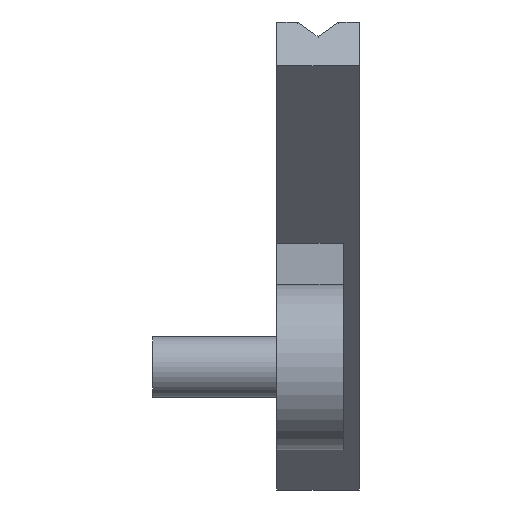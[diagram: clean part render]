
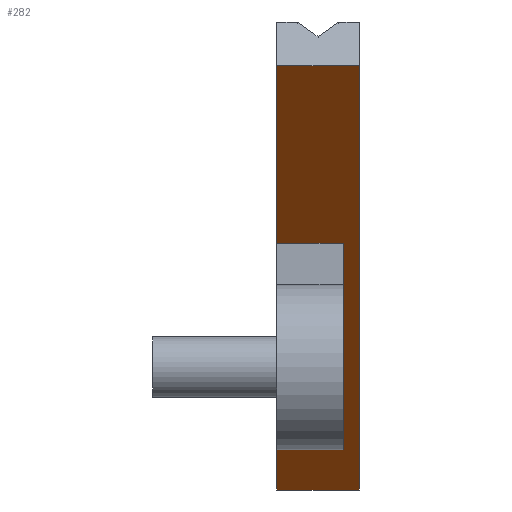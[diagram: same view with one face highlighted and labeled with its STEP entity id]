
A CAD part, left-side view. The second image highlights one B-rep face of the part: STEP entity #282.
In plain terms, the highlighted planar face has unit normal (-0.707, 0, -0.707).
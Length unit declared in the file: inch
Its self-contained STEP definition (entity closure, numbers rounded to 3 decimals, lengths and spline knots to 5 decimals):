
#21 = LINE ( 'NONE', #810, #1163 ) ;
#42 = VECTOR ( 'NONE', #955, 39.37008 ) ;
#64 = CARTESIAN_POINT ( 'NONE',  ( 0., 0.25, -1.26832 ) ) ;
#81 = CARTESIAN_POINT ( 'NONE',  ( -1.11743, 0.75, -0.15089 ) ) ;
#93 = ORIENTED_EDGE ( 'NONE', *, *, #851, .F. ) ;
#117 = ORIENTED_EDGE ( 'NONE', *, *, #652, .F. ) ;
#120 = EDGE_CURVE ( 'NONE', #434, #795, #1341, .T. ) ;
#144 = DIRECTION ( 'NONE',  ( 0., -1., 0. ) ) ;
#183 = DIRECTION ( 'NONE',  ( 0., -1., 0. ) ) ;
#266 = CARTESIAN_POINT ( 'NONE',  ( 0., 0.75, -1.26832 ) ) ;
#282 = ADVANCED_FACE ( 'NONE', ( #1134 ), #630, .F. ) ;
#303 = VERTEX_POINT ( 'NONE', #1190 ) ;
#310 = CARTESIAN_POINT ( 'NONE',  ( -2.56326, 0.75, 1.29495 ) ) ;
#346 = LINE ( 'NONE', #81, #476 ) ;
#388 = ORIENTED_EDGE ( 'NONE', *, *, #809, .T. ) ;
#434 = VERTEX_POINT ( 'NONE', #703 ) ;
#464 = ORIENTED_EDGE ( 'NONE', *, *, #987, .T. ) ;
#476 = VECTOR ( 'NONE', #1090, 39.37008 ) ;
#479 = VERTEX_POINT ( 'NONE', #576 ) ;
#487 = DIRECTION ( 'NONE',  ( 0., -1., 0. ) ) ;
#503 = VERTEX_POINT ( 'NONE', #1211 ) ;
#515 = LINE ( 'NONE', #884, #1324 ) ;
#531 = VECTOR ( 'NONE', #591, 39.37008 ) ;
#576 = CARTESIAN_POINT ( 'NONE',  ( 0., 0.25, -1.26832 ) ) ;
#591 = DIRECTION ( 'NONE',  ( 0., -1., 0. ) ) ;
#630 = PLANE ( 'NONE',  #1170 ) ;
#635 = VECTOR ( 'NONE', #900, 39.37008 ) ;
#652 = EDGE_CURVE ( 'NONE', #503, #920, #1478, .T. ) ;
#703 = CARTESIAN_POINT ( 'NONE',  ( -1.49243, 0.75, 0.22411 ) ) ;
#770 = VECTOR ( 'NONE', #487, 39.37008 ) ;
#780 = ORIENTED_EDGE ( 'NONE', *, *, #120, .T. ) ;
#795 = VERTEX_POINT ( 'NONE', #1322 ) ;
#800 = DIRECTION ( 'NONE',  ( -0.707, 0., 0.707 ) ) ;
#809 = EDGE_CURVE ( 'NONE', #795, #920, #515, .T. ) ;
#810 = CARTESIAN_POINT ( 'NONE',  ( 0., 0.75, -1.26832 ) ) ;
#828 = EDGE_CURVE ( 'NONE', #503, #1032, #346, .T. ) ;
#829 = DIRECTION ( 'NONE',  ( 0.707, 0., 0.707 ) ) ;
#851 = EDGE_CURVE ( 'NONE', #303, #1621, #1364, .T. ) ;
#884 = CARTESIAN_POINT ( 'NONE',  ( -1.49243, 0.34811, 0.22411 ) ) ;
#900 = DIRECTION ( 'NONE',  ( 0.707, 0., -0.707 ) ) ;
#920 = VERTEX_POINT ( 'NONE', #1353 ) ;
#944 = EDGE_CURVE ( 'NONE', #479, #1621, #1596, .T. ) ;
#955 = DIRECTION ( 'NONE',  ( -0.707, 0., 0.707 ) ) ;
#980 = VECTOR ( 'NONE', #183, 39.37008 ) ;
#987 = EDGE_CURVE ( 'NONE', #303, #434, #1504, .T. ) ;
#1018 = CARTESIAN_POINT ( 'NONE',  ( -2.56326, 0.75, 1.29495 ) ) ;
#1032 = VERTEX_POINT ( 'NONE', #266 ) ;
#1076 = CARTESIAN_POINT ( 'NONE',  ( -1.11743, 0.75, -0.15089 ) ) ;
#1090 = DIRECTION ( 'NONE',  ( 0.707, 0., -0.707 ) ) ;
#1097 = ORIENTED_EDGE ( 'NONE', *, *, #828, .T. ) ;
#1102 = EDGE_CURVE ( 'NONE', #1032, #479, #21, .T. ) ;
#1134 = FACE_OUTER_BOUND ( 'NONE', #1332, .T. ) ;
#1163 = VECTOR ( 'NONE', #144, 39.37008 ) ;
#1170 = AXIS2_PLACEMENT_3D ( 'NONE', #1076, #829, #800 ) ;
#1190 = CARTESIAN_POINT ( 'NONE',  ( -2.56326, 0.75, 1.29495 ) ) ;
#1211 = CARTESIAN_POINT ( 'NONE',  ( -1.11743, 0.75, -0.15089 ) ) ;
#1261 = ORIENTED_EDGE ( 'NONE', *, *, #1102, .T. ) ;
#1322 = CARTESIAN_POINT ( 'NONE',  ( -1.49243, 0.34811, 0.22411 ) ) ;
#1324 = VECTOR ( 'NONE', #1396, 39.37008 ) ;
#1326 = CARTESIAN_POINT ( 'NONE',  ( -1.49243, 0.75, 0.22411 ) ) ;
#1332 = EDGE_LOOP ( 'NONE', ( #1512, #93, #464, #780, #388, #117, #1097, #1261 ) ) ;
#1341 = LINE ( 'NONE', #1326, #531 ) ;
#1353 = CARTESIAN_POINT ( 'NONE',  ( -1.11743, 0.34811, -0.15089 ) ) ;
#1364 = LINE ( 'NONE', #310, #980 ) ;
#1396 = DIRECTION ( 'NONE',  ( 0.707, 0., -0.707 ) ) ;
#1478 = LINE ( 'NONE', #1486, #770 ) ;
#1486 = CARTESIAN_POINT ( 'NONE',  ( -1.11743, 0.75, -0.15089 ) ) ;
#1504 = LINE ( 'NONE', #1018, #635 ) ;
#1512 = ORIENTED_EDGE ( 'NONE', *, *, #944, .T. ) ;
#1563 = CARTESIAN_POINT ( 'NONE',  ( -2.56326, 0.25, 1.29495 ) ) ;
#1596 = LINE ( 'NONE', #64, #42 ) ;
#1621 = VERTEX_POINT ( 'NONE', #1563 ) ;
